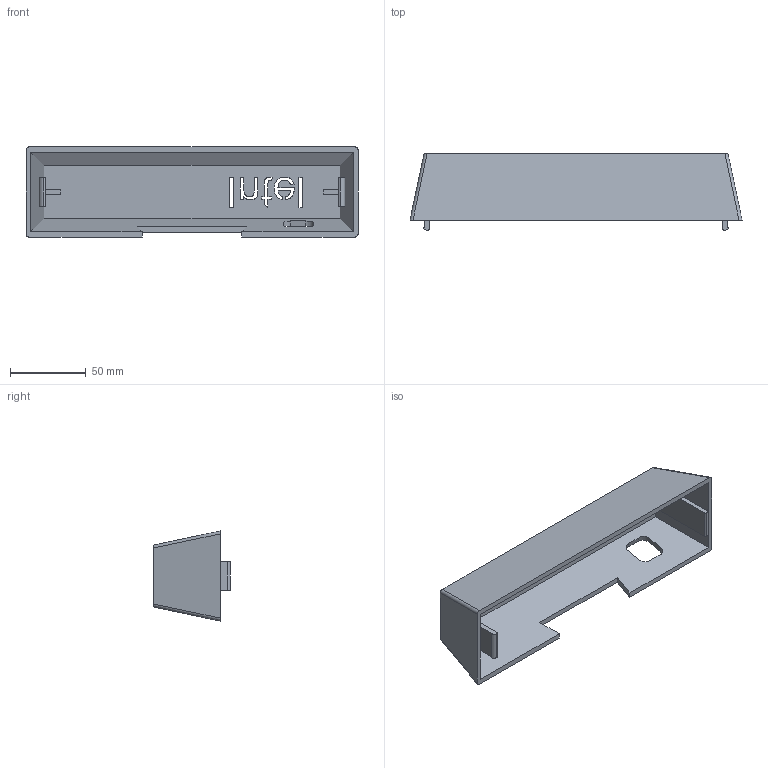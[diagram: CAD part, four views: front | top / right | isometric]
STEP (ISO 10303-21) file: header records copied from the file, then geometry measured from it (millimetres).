
FILE_DESCRIPTION(/* description */ (''),/* implementation_level */ '2;1');
FILE_NAME(/* name */ 'a0a25d36-28a8-4dda-92c1-42a96d2152eb.stp',/* time_stamp */ '2021-08-12T17:04:06+00:00',/* author */ (''),/* organization */ (''),/* preprocessor_version */ 'ST-DEVELOPER v18.1',/* originating_system */ 'Autodesk Translation Framework v10.10.0.1391',/* authorisation */ '');
FILE_SCHEMA (('AUTOMOTIVE_DESIGN { 1 0 10303 214 3 1 1 }'));
Length unit declared in the file: millimetre
Products named in the file (1): Back_cover
Bounding box: 219.57 x 50.8 x 59.57 mm (x, y, z)
Volume: 95728.5 mm3; surface area: 62602.2 mm2
Topology: 1 solids, 1 shells, 118 faces, 348 edges, 232 vertices
Faces by surface type: plane 71, bspline 35, cylinder 12
Entity records: 4063 total; most frequent: CARTESIAN_POINT 1075, ORIENTED_EDGE 696, DIRECTION 466, EDGE_CURVE 348, LINE 250, VECTOR 250, VERTEX_POINT 232, EDGE_LOOP 130
